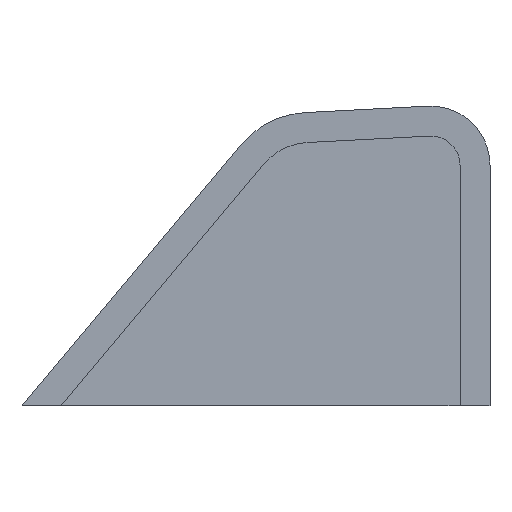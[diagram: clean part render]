
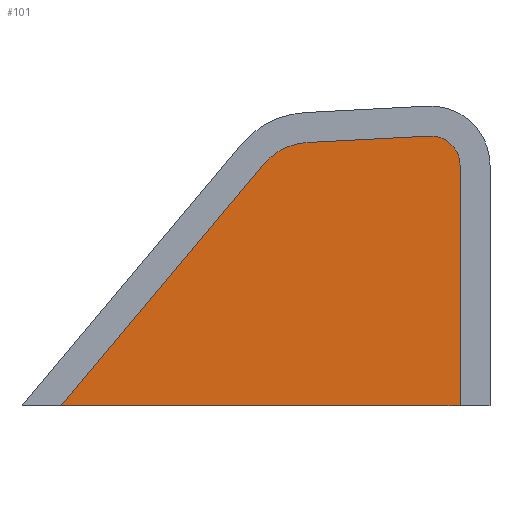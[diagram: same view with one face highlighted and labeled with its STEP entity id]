
A CAD part, top view. The second image highlights one B-rep face of the part: STEP entity #101.
In plain terms, the highlighted planar face has unit normal (0, 0, 1).
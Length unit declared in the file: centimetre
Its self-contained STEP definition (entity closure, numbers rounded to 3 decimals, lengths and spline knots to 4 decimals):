
#3 = DIRECTION ( 'NONE',  ( 1., 0., 0. ) ) ;
#8 = FACE_OUTER_BOUND ( 'NONE', #21, .T. ) ;
#9 = EDGE_CURVE ( 'NONE', #139, #145, #156, .T. ) ;
#11 = LINE ( 'NONE', #29, #28 ) ;
#14 = DIRECTION ( 'NONE',  ( 0.999, 0.052, 0. ) ) ;
#16 = EDGE_CURVE ( 'NONE', #93, #42, #20, .T. ) ;
#20 = CIRCLE ( 'NONE', #162, 0.1 ) ;
#21 = EDGE_LOOP ( 'NONE', ( #55, #124, #33, #108, #138, #37 ) ) ;
#24 = VERTEX_POINT ( 'NONE', #89 ) ;
#26 = PLANE ( 'NONE',  #52 ) ;
#28 = VECTOR ( 'NONE', #114, 100. ) ;
#29 = CARTESIAN_POINT ( 'NONE',  ( 0.5178, 0.5393, 0. ) ) ;
#33 = ORIENTED_EDGE ( 'NONE', *, *, #9, .F. ) ;
#35 = CARTESIAN_POINT ( 'NONE',  ( 0.7307, 0.4014, 0. ) ) ;
#37 = ORIENTED_EDGE ( 'NONE', *, *, #16, .F. ) ;
#42 = VERTEX_POINT ( 'NONE', #79 ) ;
#48 = CARTESIAN_POINT ( 'NONE',  ( 0.4041, 0.4038, 0. ) ) ;
#49 = AXIS2_PLACEMENT_3D ( 'NONE', #112, #78, #3 ) ;
#50 = CARTESIAN_POINT ( 'NONE',  ( 0.0653, 0., 0. ) ) ;
#52 = AXIS2_PLACEMENT_3D ( 'NONE', #100, #63, #160 ) ;
#55 = ORIENTED_EDGE ( 'NONE', *, *, #74, .F. ) ;
#60 = DIRECTION ( 'NONE',  ( 1., 0., 0. ) ) ;
#63 = DIRECTION ( 'NONE',  ( 0., 0., 1. ) ) ;
#66 = DIRECTION ( 'NONE',  ( 1., 0., 0. ) ) ;
#72 = VERTEX_POINT ( 'NONE', #50 ) ;
#73 = VECTOR ( 'NONE', #14, 100. ) ;
#74 = EDGE_CURVE ( 'NONE', #72, #93, #11, .T. ) ;
#76 = DIRECTION ( 'NONE',  ( 0., -1., 0. ) ) ;
#78 = DIRECTION ( 'NONE',  ( 0., 0., -1. ) ) ;
#79 = CARTESIAN_POINT ( 'NONE',  ( 0.4755, 0.4394, 0. ) ) ;
#86 = CARTESIAN_POINT ( 'NONE',  ( 0.7307, 0., 0. ) ) ;
#89 = CARTESIAN_POINT ( 'NONE',  ( 0.6794, 0.4501, 0. ) ) ;
#93 = VERTEX_POINT ( 'NONE', #48 ) ;
#94 = EDGE_CURVE ( 'NONE', #72, #145, #99, .T. ) ;
#99 = LINE ( 'NONE', #119, #113 ) ;
#100 = CARTESIAN_POINT ( 'NONE',  ( 0.682, 0.4014, 0. ) ) ;
#101 = ADVANCED_FACE ( 'NONE', ( #8 ), #26, .T. ) ;
#102 = CARTESIAN_POINT ( 'NONE',  ( 0.4807, 0.3395, 0. ) ) ;
#108 = ORIENTED_EDGE ( 'NONE', *, *, #115, .F. ) ;
#112 = CARTESIAN_POINT ( 'NONE',  ( 0.682, 0.4014, 0. ) ) ;
#113 = VECTOR ( 'NONE', #60, 100. ) ;
#114 = DIRECTION ( 'NONE',  ( 0.643, 0.766, 0. ) ) ;
#115 = EDGE_CURVE ( 'NONE', #24, #139, #137, .T. ) ;
#119 = CARTESIAN_POINT ( 'NONE',  ( 0., 0., 0. ) ) ;
#120 = VECTOR ( 'NONE', #76, 100. ) ;
#124 = ORIENTED_EDGE ( 'NONE', *, *, #94, .T. ) ;
#129 = LINE ( 'NONE', #146, #73 ) ;
#137 = CIRCLE ( 'NONE', #49, 0.0487 ) ;
#138 = ORIENTED_EDGE ( 'NONE', *, *, #154, .F. ) ;
#139 = VERTEX_POINT ( 'NONE', #159 ) ;
#142 = DIRECTION ( 'NONE',  ( 0., 0., -1. ) ) ;
#145 = VERTEX_POINT ( 'NONE', #86 ) ;
#146 = CARTESIAN_POINT ( 'NONE',  ( 0.6794, 0.4501, 0. ) ) ;
#154 = EDGE_CURVE ( 'NONE', #42, #24, #129, .T. ) ;
#156 = LINE ( 'NONE', #35, #120 ) ;
#159 = CARTESIAN_POINT ( 'NONE',  ( 0.7307, 0.4014, 0. ) ) ;
#160 = DIRECTION ( 'NONE',  ( 1., 0., 0. ) ) ;
#162 = AXIS2_PLACEMENT_3D ( 'NONE', #102, #142, #66 ) ;
